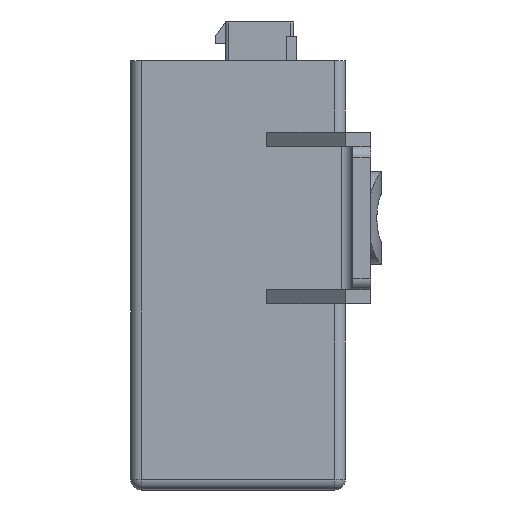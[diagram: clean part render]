
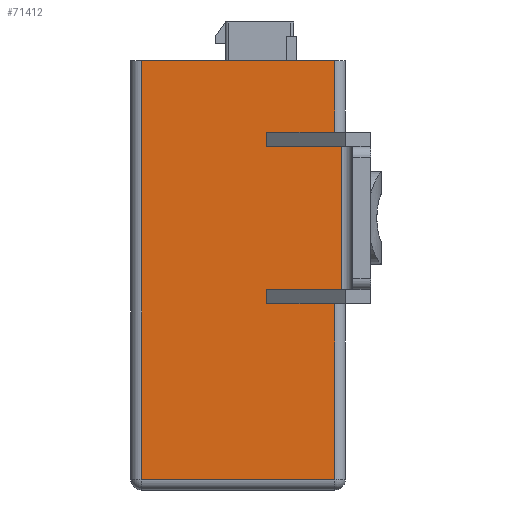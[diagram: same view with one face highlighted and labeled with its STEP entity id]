
A CAD part, left-side view. The second image highlights one B-rep face of the part: STEP entity #71412.
In plain terms, the highlighted planar face has unit normal (-1, 0, 0).
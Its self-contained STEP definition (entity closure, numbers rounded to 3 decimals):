
#3914 = AXIS2_PLACEMENT_3D ( 'NONE', #6114, #6115, #6116 ) ;
#5428 = FACE_OUTER_BOUND ( 'NONE', #56839, .T. ) ;
#6113 = PLANE ( 'NONE',  #3914 ) ;
#6114 = CARTESIAN_POINT ( 'NONE',  ( 0., 1.5, 60. ) ) ;
#6115 = DIRECTION ( 'NONE',  ( 1., 0., 0. ) ) ;
#6116 = DIRECTION ( 'NONE',  ( 0., 0., -1. ) ) ;
#21345 = LINE ( 'NONE', #25080, #24532 ) ;
#24532 = VECTOR ( 'NONE', #25081, 1000. ) ;
#25080 = CARTESIAN_POINT ( 'NONE',  ( 0., 1.5, 60. ) ) ;
#25081 = DIRECTION ( 'NONE',  ( 0., 0., -1. ) ) ;
#25901 = LINE ( 'NONE', #28575, #27069 ) ;
#25902 = LINE ( 'NONE', #28588, #27073 ) ;
#25906 = LINE ( 'NONE', #28590, #27075 ) ;
#25908 = LINE ( 'NONE', #28600, #27078 ) ;
#25909 = LINE ( 'NONE', #28606, #27080 ) ;
#25911 = LINE ( 'NONE', #28612, #27082 ) ;
#25913 = LINE ( 'NONE', #28618, #27083 ) ;
#25915 = LINE ( 'NONE', #28624, #27085 ) ;
#25919 = LINE ( 'NONE', #28634, #27088 ) ;
#25922 = LINE ( 'NONE', #28644, #27090 ) ;
#25923 = LINE ( 'NONE', #28650, #27092 ) ;
#27069 = VECTOR ( 'NONE', #28576, 1000. ) ;
#27073 = VECTOR ( 'NONE', #28589, 1000. ) ;
#27075 = VECTOR ( 'NONE', #28591, 1000. ) ;
#27078 = VECTOR ( 'NONE', #28601, 1000. ) ;
#27080 = VECTOR ( 'NONE', #28607, 1000. ) ;
#27082 = VECTOR ( 'NONE', #28613, 1000. ) ;
#27083 = VECTOR ( 'NONE', #28619, 1000. ) ;
#27085 = VECTOR ( 'NONE', #28625, 1000. ) ;
#27088 = VECTOR ( 'NONE', #28635, 1000. ) ;
#27090 = VECTOR ( 'NONE', #28645, 1000. ) ;
#27092 = VECTOR ( 'NONE', #28651, 1000. ) ;
#28575 = CARTESIAN_POINT ( 'NONE',  ( 0., 28.5, 60. ) ) ;
#28576 = DIRECTION ( 'NONE',  ( 0., 0., -1. ) ) ;
#28588 = CARTESIAN_POINT ( 'NONE',  ( 0., 0.5, 48. ) ) ;
#28589 = DIRECTION ( 'NONE',  ( 0., 0., 1. ) ) ;
#28590 = CARTESIAN_POINT ( 'NONE',  ( 0., 11.1, 28. ) ) ;
#28591 = DIRECTION ( 'NONE',  ( 0., -1., 0. ) ) ;
#28600 = CARTESIAN_POINT ( 'NONE',  ( 0., 11.1, 48. ) ) ;
#28601 = DIRECTION ( 'NONE',  ( 0., -1., 0. ) ) ;
#28606 = CARTESIAN_POINT ( 'NONE',  ( 0., 11.01, 60. ) ) ;
#28607 = DIRECTION ( 'NONE',  ( 0., 0., 1. ) ) ;
#28612 = CARTESIAN_POINT ( 'NONE',  ( 0., 11.1, 50. ) ) ;
#28613 = DIRECTION ( 'NONE',  ( 0., -1., 0. ) ) ;
#28618 = CARTESIAN_POINT ( 'NONE',  ( 0., 1.5, 60. ) ) ;
#28619 = DIRECTION ( 'NONE',  ( 0., -1., 0. ) ) ;
#28624 = CARTESIAN_POINT ( 'NONE',  ( 0., 1.5, 1.5 ) ) ;
#28625 = DIRECTION ( 'NONE',  ( 0., -1., 0. ) ) ;
#28634 = CARTESIAN_POINT ( 'NONE',  ( 0., 1.5, 60. ) ) ;
#28635 = DIRECTION ( 'NONE',  ( 0., 0., -1. ) ) ;
#28644 = CARTESIAN_POINT ( 'NONE',  ( 0., 11.1, 26. ) ) ;
#28645 = DIRECTION ( 'NONE',  ( 0., -1., 0. ) ) ;
#28650 = CARTESIAN_POINT ( 'NONE',  ( 0., 11.01, 60. ) ) ;
#28651 = DIRECTION ( 'NONE',  ( 0., 0., 1. ) ) ;
#42766 = EDGE_CURVE ( 'NONE', #62854, #62850, #21345, .T. ) ;
#43089 = EDGE_CURVE ( 'NONE', #63138, #63136, #25901, .T. ) ;
#43093 = EDGE_CURVE ( 'NONE', #63142, #63144, #25902, .T. ) ;
#43094 = EDGE_CURVE ( 'NONE', #63140, #63142, #25906, .T. ) ;
#43097 = EDGE_CURVE ( 'NONE', #63146, #63144, #25908, .T. ) ;
#43099 = EDGE_CURVE ( 'NONE', #63146, #63148, #25909, .T. ) ;
#43101 = EDGE_CURVE ( 'NONE', #63148, #62850, #25911, .T. ) ;
#43103 = EDGE_CURVE ( 'NONE', #63138, #62854, #25913, .T. ) ;
#43105 = EDGE_CURVE ( 'NONE', #63136, #63149, #25915, .T. ) ;
#43108 = EDGE_CURVE ( 'NONE', #63151, #63149, #25919, .T. ) ;
#43111 = EDGE_CURVE ( 'NONE', #63153, #63151, #25922, .T. ) ;
#43113 = EDGE_CURVE ( 'NONE', #63153, #63140, #25923, .T. ) ;
#43659 = ORIENTED_EDGE ( 'NONE', *, *, #43094, .T. ) ;
#43660 = ORIENTED_EDGE ( 'NONE', *, *, #43097, .F. ) ;
#43661 = ORIENTED_EDGE ( 'NONE', *, *, #43093, .T. ) ;
#43662 = ORIENTED_EDGE ( 'NONE', *, *, #43099, .T. ) ;
#43663 = ORIENTED_EDGE ( 'NONE', *, *, #43101, .T. ) ;
#43664 = ORIENTED_EDGE ( 'NONE', *, *, #42766, .F. ) ;
#43665 = ORIENTED_EDGE ( 'NONE', *, *, #43103, .F. ) ;
#43666 = ORIENTED_EDGE ( 'NONE', *, *, #43089, .T. ) ;
#43667 = ORIENTED_EDGE ( 'NONE', *, *, #43105, .T. ) ;
#43668 = ORIENTED_EDGE ( 'NONE', *, *, #43111, .F. ) ;
#43669 = ORIENTED_EDGE ( 'NONE', *, *, #43108, .F. ) ;
#43670 = ORIENTED_EDGE ( 'NONE', *, *, #43113, .T. ) ;
#56839 = EDGE_LOOP ( 'NONE', ( #43659, #43661, #43660, #43662, #43663, #43664, #43665, #43666, #43667, #43669, #43668, #43670 ) ) ;
#62850 = VERTEX_POINT ( 'NONE', #68672 ) ;
#62854 = VERTEX_POINT ( 'NONE', #68676 ) ;
#63136 = VERTEX_POINT ( 'NONE', #68830 ) ;
#63138 = VERTEX_POINT ( 'NONE', #68831 ) ;
#63140 = VERTEX_POINT ( 'NONE', #68832 ) ;
#63142 = VERTEX_POINT ( 'NONE', #68833 ) ;
#63144 = VERTEX_POINT ( 'NONE', #68834 ) ;
#63146 = VERTEX_POINT ( 'NONE', #68835 ) ;
#63148 = VERTEX_POINT ( 'NONE', #68836 ) ;
#63149 = VERTEX_POINT ( 'NONE', #68837 ) ;
#63151 = VERTEX_POINT ( 'NONE', #68838 ) ;
#63153 = VERTEX_POINT ( 'NONE', #68839 ) ;
#68672 = CARTESIAN_POINT ( 'NONE',  ( 0., 1.5, 50. ) ) ;
#68676 = CARTESIAN_POINT ( 'NONE',  ( 0., 1.5, 60. ) ) ;
#68830 = CARTESIAN_POINT ( 'NONE',  ( 0., 28.5, 1.5 ) ) ;
#68831 = CARTESIAN_POINT ( 'NONE',  ( 0., 28.5, 60. ) ) ;
#68832 = CARTESIAN_POINT ( 'NONE',  ( 0., 11.01, 28. ) ) ;
#68833 = CARTESIAN_POINT ( 'NONE',  ( 0., 0.5, 28. ) ) ;
#68834 = CARTESIAN_POINT ( 'NONE',  ( 0., 0.5, 48. ) ) ;
#68835 = CARTESIAN_POINT ( 'NONE',  ( 0., 11.01, 48. ) ) ;
#68836 = CARTESIAN_POINT ( 'NONE',  ( 0., 11.01, 50. ) ) ;
#68837 = CARTESIAN_POINT ( 'NONE',  ( 0., 1.5, 1.5 ) ) ;
#68838 = CARTESIAN_POINT ( 'NONE',  ( 0., 1.5, 26. ) ) ;
#68839 = CARTESIAN_POINT ( 'NONE',  ( 0., 11.01, 26. ) ) ;
#71412 = ADVANCED_FACE ( 'NONE', ( #5428 ), #6113, .F. ) ;
